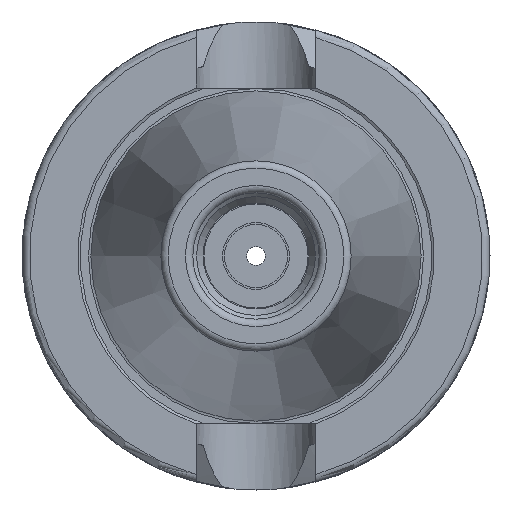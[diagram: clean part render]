
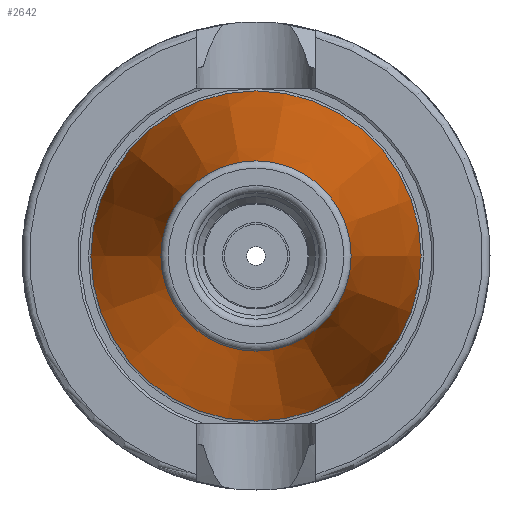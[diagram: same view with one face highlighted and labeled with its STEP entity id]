
A CAD part, left-side view. The second image highlights one B-rep face of the part: STEP entity #2642.
In plain terms, the highlighted conical face has half-angle 8.297 degrees and reference radius 17.519 mm.
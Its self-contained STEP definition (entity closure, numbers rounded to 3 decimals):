
#2608=CARTESIAN_POINT('',(-64.544,12.812,0.0));
#2609=VERTEX_POINT('',#2608);
#2610=CARTESIAN_POINT('',(-64.544,0.0,0.0));
#2611=DIRECTION('',(1.0,0.0,0.0));
#2612=DIRECTION('',(0.0,1.0,0.0));
#2613=AXIS2_PLACEMENT_3D('',#2610,#2611,#2612);
#2614=CIRCLE('',#2613,12.812);
#2615=EDGE_CURVE('',#2609,#2609,#2614,.T.);
#2623=CARTESIAN_POINT('',(-32.272,0.0,0.0));
#2624=DIRECTION('',(1.0,0.0,0.0));
#2625=DIRECTION('',(0.0,1.0,0.0));
#2626=AXIS2_PLACEMENT_3D('',#2623,#2624,#2625);
#2627=CONICAL_SURFACE('',#2626,17.519,8.297);
#2628=CARTESIAN_POINT('',(0.0,22.225,0.0));
#2629=VERTEX_POINT('',#2628);
#2630=CARTESIAN_POINT('',(0.0,0.0,0.0));
#2631=DIRECTION('',(1.0,0.0,0.0));
#2632=DIRECTION('',(0.0,1.0,0.0));
#2633=AXIS2_PLACEMENT_3D('',#2630,#2631,#2632);
#2634=CIRCLE('',#2633,22.225);
#2635=EDGE_CURVE('',#2629,#2629,#2634,.T.);
#2636=ORIENTED_EDGE('',*,*,#2635,.F.);
#2637=EDGE_LOOP('',(#2636));
#2638=FACE_OUTER_BOUND('',#2637,.T.);
#2639=ORIENTED_EDGE('',*,*,#2615,.T.);
#2640=EDGE_LOOP('',(#2639));
#2641=FACE_BOUND('',#2640,.T.);
#2642=ADVANCED_FACE('',(#2638,#2641),#2627,.T.);
